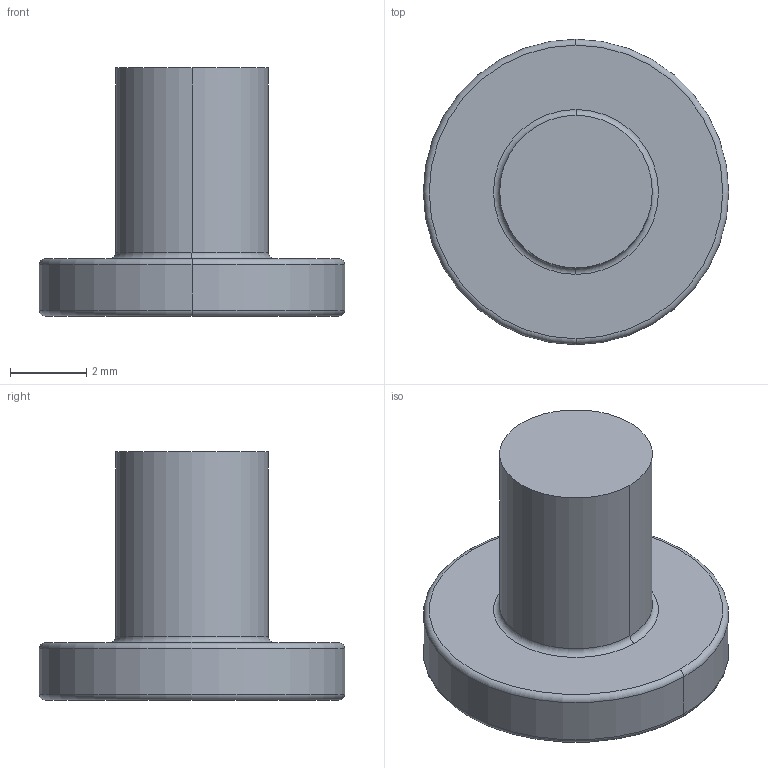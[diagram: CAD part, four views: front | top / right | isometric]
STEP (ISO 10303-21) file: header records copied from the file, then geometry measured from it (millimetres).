
FILE_DESCRIPTION(/* description */ (''),/* implementation_level */ '2;1');
FILE_NAME(/* name */ 'GW04005F.stp',/* time_stamp */ '2022-02-03T10:43:29+09:00',/* author */ (''),/* organization */ (''),/* preprocessor_version */ 'ST-DEVELOPER v16',/* originating_system */ 'SIEMENS PLM Software NX 10.0',/* authorisation */ '');
FILE_SCHEMA (('AUTOMOTIVE_DESIGN { 1 0 10303 214 3 1 1 1 }'));
Length unit declared in the file: millimetre
Products named in the file (1): GW04005F
Bounding box: 8 x 8 x 6.5 mm (x, y, z)
Volume: 131.1 mm3; surface area: 210.7 mm2
Topology: 1 solids, 1 shells, 20 faces, 42 edges, 27 vertices
Faces by surface type: plane 10, torus 6, cylinder 4
Entity records: 590 total; most frequent: DIRECTION 108, CARTESIAN_POINT 92, ORIENTED_EDGE 84, AXIS2_PLACEMENT_3D 43, EDGE_CURVE 42, VERTEX_POINT 26, LINE 22, VECTOR 22
